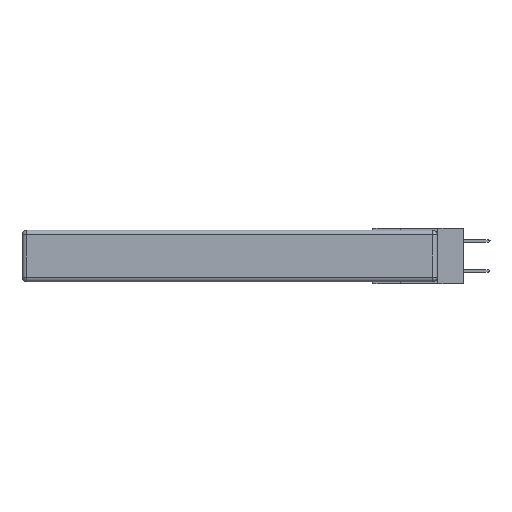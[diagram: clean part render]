
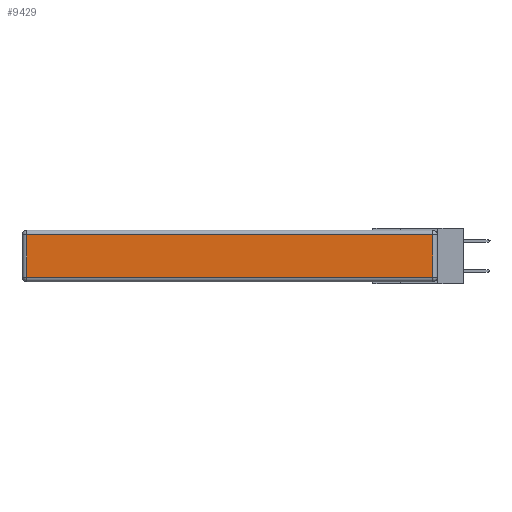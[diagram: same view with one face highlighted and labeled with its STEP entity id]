
A CAD part, left-side view. The second image highlights one B-rep face of the part: STEP entity #9429.
In plain terms, the highlighted planar face has unit normal (-1, 0, 0).
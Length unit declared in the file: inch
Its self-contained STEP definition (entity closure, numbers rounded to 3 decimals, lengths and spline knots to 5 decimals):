
#547 = CARTESIAN_POINT ( 'NONE',  ( 0., 2.72, -0.03 ) ) ;
#997 = LINE ( 'NONE', #11291, #2202 ) ;
#1008 = CARTESIAN_POINT ( 'NONE',  ( 0., 0.03, -0.03 ) ) ;
#2202 = VECTOR ( 'NONE', #4921, 39.37008 ) ;
#2292 = VERTEX_POINT ( 'NONE', #547 ) ;
#2479 = VERTEX_POINT ( 'NONE', #7966 ) ;
#2790 = EDGE_CURVE ( 'NONE', #14229, #2292, #10124, .T. ) ;
#2827 = DIRECTION ( 'NONE',  ( 0., -1., 0. ) ) ;
#2947 = EDGE_LOOP ( 'NONE', ( #9677, #8346, #14321, #7064 ) ) ;
#3568 = PLANE ( 'NONE',  #11347 ) ;
#3733 = EDGE_CURVE ( 'NONE', #14419, #2479, #15195, .T. ) ;
#3945 = CARTESIAN_POINT ( 'NONE',  ( 0., 0., -0.313 ) ) ;
#4921 = DIRECTION ( 'NONE',  ( 0., 0., -1. ) ) ;
#5995 = VECTOR ( 'NONE', #2827, 39.37008 ) ;
#6267 = LINE ( 'NONE', #6607, #14512 ) ;
#6607 = CARTESIAN_POINT ( 'NONE',  ( 0., 0.03, -0.343 ) ) ;
#7064 = ORIENTED_EDGE ( 'NONE', *, *, #13018, .T. ) ;
#7135 = DIRECTION ( 'NONE',  ( -1., 0., 0. ) ) ;
#7407 = CARTESIAN_POINT ( 'NONE',  ( 0., 2.72, -0.313 ) ) ;
#7602 = VECTOR ( 'NONE', #10182, 39.37008 ) ;
#7966 = CARTESIAN_POINT ( 'NONE',  ( 0., 0.03, -0.313 ) ) ;
#8346 = ORIENTED_EDGE ( 'NONE', *, *, #13606, .T. ) ;
#9429 = ADVANCED_FACE ( 'NONE', ( #9933 ), #3568, .T. ) ;
#9677 = ORIENTED_EDGE ( 'NONE', *, *, #3733, .T. ) ;
#9933 = FACE_OUTER_BOUND ( 'NONE', #2947, .T. ) ;
#10124 = LINE ( 'NONE', #10239, #7602 ) ;
#10182 = DIRECTION ( 'NONE',  ( 0., 1., 0. ) ) ;
#10239 = CARTESIAN_POINT ( 'NONE',  ( 0., 2.75, -0.03 ) ) ;
#10419 = DIRECTION ( 'NONE',  ( 0., 0., 1. ) ) ;
#11291 = CARTESIAN_POINT ( 'NONE',  ( 0., 2.72, -0.343 ) ) ;
#11347 = AXIS2_PLACEMENT_3D ( 'NONE', #12353, #7135, #16069 ) ;
#12353 = CARTESIAN_POINT ( 'NONE',  ( 0., 0., -0.343 ) ) ;
#13018 = EDGE_CURVE ( 'NONE', #2292, #14419, #997, .T. ) ;
#13606 = EDGE_CURVE ( 'NONE', #2479, #14229, #6267, .T. ) ;
#14229 = VERTEX_POINT ( 'NONE', #1008 ) ;
#14321 = ORIENTED_EDGE ( 'NONE', *, *, #2790, .T. ) ;
#14419 = VERTEX_POINT ( 'NONE', #7407 ) ;
#14512 = VECTOR ( 'NONE', #10419, 39.37008 ) ;
#15195 = LINE ( 'NONE', #3945, #5995 ) ;
#16069 = DIRECTION ( 'NONE',  ( 0., 0., 1. ) ) ;
